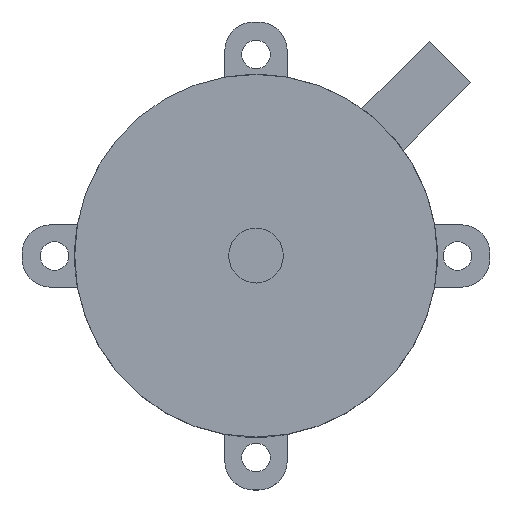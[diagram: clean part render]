
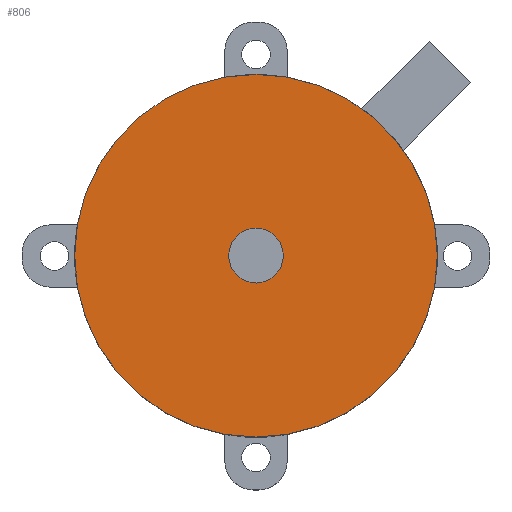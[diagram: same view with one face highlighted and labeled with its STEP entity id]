
A CAD part, top view. The second image highlights one B-rep face of the part: STEP entity #806.
In plain terms, the highlighted planar face has unit normal (0, 0, 1).
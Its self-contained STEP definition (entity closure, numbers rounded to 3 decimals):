
#35=FACE_BOUND('',#119,.T.);
#68=FACE_OUTER_BOUND('',#118,.T.);
#118=EDGE_LOOP('',(#674));
#119=EDGE_LOOP('',(#675));
#316=CIRCLE('',#890,2.1);
#317=CIRCLE('',#893,13.95);
#391=VERTEX_POINT('',#1344);
#392=VERTEX_POINT('',#1349);
#493=EDGE_CURVE('',#391,#391,#316,.T.);
#494=EDGE_CURVE('',#392,#392,#317,.T.);
#674=ORIENTED_EDGE('',*,*,#494,.F.);
#675=ORIENTED_EDGE('',*,*,#493,.T.);
#769=PLANE('',#892);
#806=ADVANCED_FACE('',(#68,#35),#769,.T.);
#890=AXIS2_PLACEMENT_3D('',#1346,#1095,#1096);
#892=AXIS2_PLACEMENT_3D('',#1348,#1099,#1100);
#893=AXIS2_PLACEMENT_3D('',#1350,#1101,#1102);
#1095=DIRECTION('center_axis',(0.,0.,-1.));
#1096=DIRECTION('ref_axis',(-1.,0.,0.));
#1099=DIRECTION('center_axis',(0.,0.,1.));
#1100=DIRECTION('ref_axis',(1.,0.,0.));
#1101=DIRECTION('center_axis',(0.,0.,-1.));
#1102=DIRECTION('ref_axis',(1.,0.,0.));
#1344=CARTESIAN_POINT('',(2.1,0.,11.7));
#1346=CARTESIAN_POINT('Origin',(0.,0.,11.7));
#1348=CARTESIAN_POINT('Origin',(0.,0.,11.7));
#1349=CARTESIAN_POINT('',(-13.95,0.,11.7));
#1350=CARTESIAN_POINT('Origin',(0.,0.,11.7));
